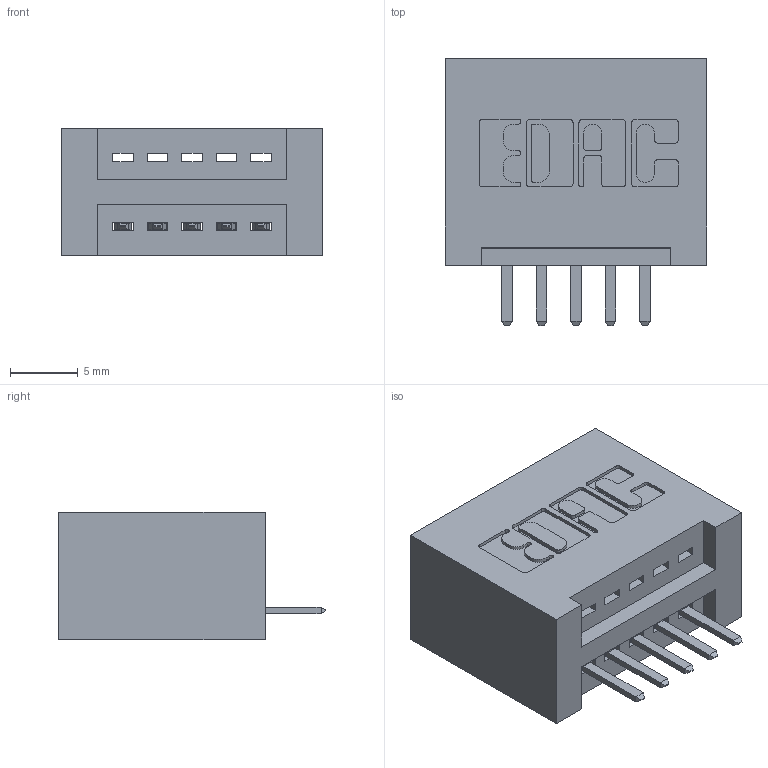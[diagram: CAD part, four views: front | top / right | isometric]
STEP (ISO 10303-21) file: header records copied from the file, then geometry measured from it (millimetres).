
FILE_DESCRIPTION (( 'STEP AP203' ), '1' );
FILE_NAME ('395-005-520-101.STEP', '2019-10-15T13:32:57', ( '' ), ( '' ), 'SwSTEP 2.0', 'SolidWorks 2016', '' );
FILE_SCHEMA (( 'CONFIG_CONTROL_DESIGN' ));
Length unit declared in the file: inch
Products named in the file (3): 345 Part_No Mounting Lugs; 345-292-001_345-293-120; 395-005-520-101
Assembly tree (6 placements, depth 2):
  395-005-520-101
    345 Part_No Mounting Lugs
    345-292-001_345-293-120  x5
Bounding box: 19.3 x 19.68 x 9.4 mm (x, y, z)
Volume: 2100.4 mm3; surface area: 2431.5 mm2
Topology: 6 solids, 6 shells, 428 faces, 1237 edges, 810 vertices
Faces by surface type: plane 286, cylinder 142
Entity records: 8581 total; most frequent: CARTESIAN_POINT 1507, ORIENTED_EDGE 1434, DIRECTION 1351, EDGE_CURVE 717, VECTOR 569, LINE 569, VERTEX_POINT 474, AXIS2_PLACEMENT_3D 391
